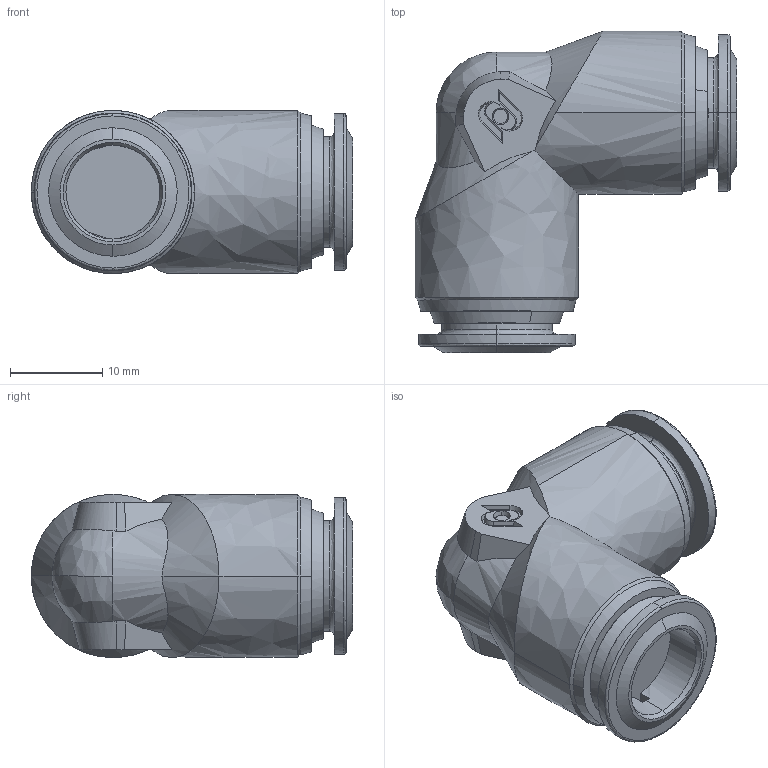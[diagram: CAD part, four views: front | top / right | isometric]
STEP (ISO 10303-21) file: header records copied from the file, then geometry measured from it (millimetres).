
FILE_DESCRIPTION (( 'STEP AP214' ), '1' );
FILE_NAME ('PUL10_ME.STEP', '2018-09-06T13:54:51', ( '' ), ( '' ), 'SwSTEP 2.0', 'SolidWorks 2018', '' );
FILE_SCHEMA (( 'AUTOMOTIVE_DESIGN' ));
Length unit declared in the file: millimetre
Products named in the file (1): PUL10_ME
Bounding box: 34.85 x 34.85 x 17.7 mm (x, y, z)
Volume: 9876.5 mm3; surface area: 3881.9 mm2
Topology: 1 solids, 1 shells, 138 faces, 363 edges, 237 vertices
Faces by surface type: bspline 138
Entity records: 6562 total; most frequent: CARTESIAN_POINT 4415, ORIENTED_EDGE 722, EDGE_CURVE 361, B_SPLINE_CURVE_WITH_KNOTS 272, VERTEX_POINT 237, EDGE_LOOP 158, ADVANCED_FACE 138, FACE_OUTER_BOUND 138
